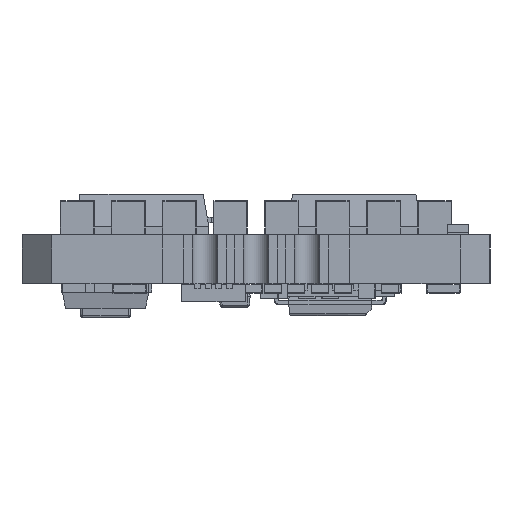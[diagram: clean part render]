
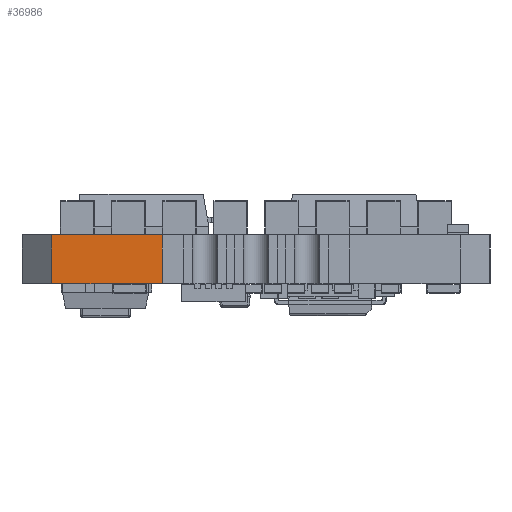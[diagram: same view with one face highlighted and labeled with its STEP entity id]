
A CAD part, left-side view. The second image highlights one B-rep face of the part: STEP entity #36986.
In plain terms, the highlighted planar face has unit normal (-1, 0, 0).
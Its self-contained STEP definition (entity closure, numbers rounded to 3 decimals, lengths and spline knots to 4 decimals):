
#3823=FACE_OUTER_BOUND('',#6119,.T.);
#6119=EDGE_LOOP('',(#24972,#24973,#24974,#24975));
#8502=LINE('',#54773,#12387);
#8503=LINE('',#54775,#12388);
#8504=LINE('',#54777,#12389);
#8505=LINE('',#54778,#12390);
#12387=VECTOR('',#43478,10.);
#12388=VECTOR('',#43479,10.);
#12389=VECTOR('',#43480,10.);
#12390=VECTOR('',#43481,10.);
#16277=VERTEX_POINT('',#54771);
#16278=VERTEX_POINT('',#54772);
#16279=VERTEX_POINT('',#54774);
#16280=VERTEX_POINT('',#54776);
#19644=EDGE_CURVE('',#16277,#16278,#8502,.T.);
#19645=EDGE_CURVE('',#16279,#16277,#8503,.T.);
#19646=EDGE_CURVE('',#16280,#16279,#8504,.T.);
#19647=EDGE_CURVE('',#16278,#16280,#8505,.T.);
#24972=ORIENTED_EDGE('',*,*,#19644,.F.);
#24973=ORIENTED_EDGE('',*,*,#19645,.F.);
#24974=ORIENTED_EDGE('',*,*,#19646,.F.);
#24975=ORIENTED_EDGE('',*,*,#19647,.F.);
#35478=PLANE('',#39711);
#36986=ADVANCED_FACE('',(#3823),#35478,.F.);
#39711=AXIS2_PLACEMENT_3D('',#54770,#43476,#43477);
#43476=DIRECTION('center_axis',(1.,0.,0.));
#43477=DIRECTION('ref_axis',(0.,0.,-1.));
#43478=DIRECTION('',(0.,-1.,0.));
#43479=DIRECTION('',(0.,0.,1.));
#43480=DIRECTION('',(0.,1.,0.));
#43481=DIRECTION('',(0.,0.,-1.));
#54770=CARTESIAN_POINT('Origin',(-3.1,4.4,0.));
#54771=CARTESIAN_POINT('',(-3.1,9.6,0.));
#54772=CARTESIAN_POINT('',(-3.1,4.4,0.));
#54773=CARTESIAN_POINT('',(-3.1,5.7,0.));
#54774=CARTESIAN_POINT('',(-3.1,9.6,-2.3));
#54775=CARTESIAN_POINT('',(-3.1,9.6,0.));
#54776=CARTESIAN_POINT('',(-3.1,4.4,-2.3));
#54777=CARTESIAN_POINT('',(-3.1,5.7,-2.3));
#54778=CARTESIAN_POINT('',(-3.1,4.4,0.));
